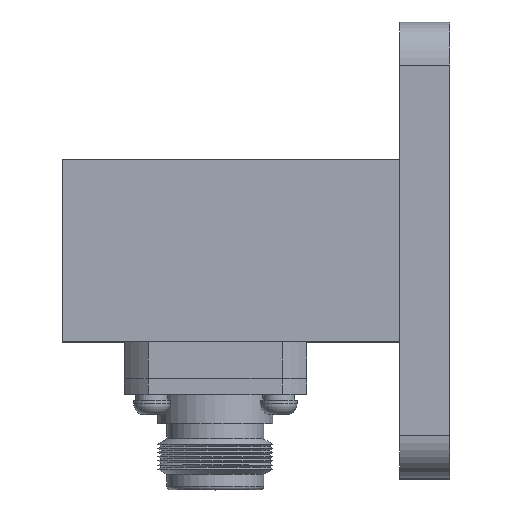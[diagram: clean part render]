
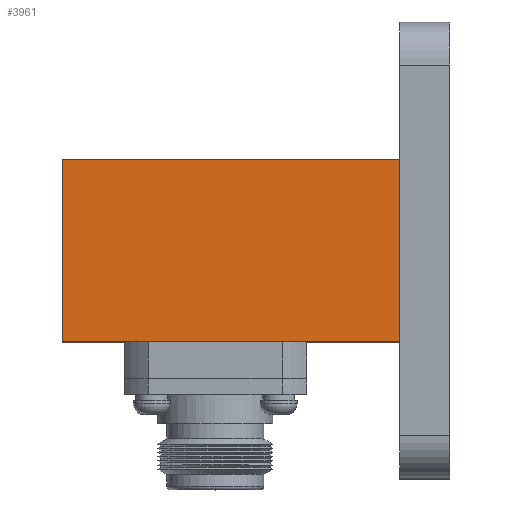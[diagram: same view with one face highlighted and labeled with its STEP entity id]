
A CAD part, top view. The second image highlights one B-rep face of the part: STEP entity #3961.
In plain terms, the highlighted planar face has unit normal (0, 0, 1).
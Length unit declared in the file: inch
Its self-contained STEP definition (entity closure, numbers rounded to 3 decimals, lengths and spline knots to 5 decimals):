
#250 = DIRECTION ( 'NONE',  ( 1., 0., 0. ) ) ;
#566 = FACE_OUTER_BOUND ( 'NONE', #2001, .T. ) ;
#576 = DIRECTION ( 'NONE',  ( 0., 0., -1. ) ) ;
#700 = DIRECTION ( 'NONE',  ( 0., 1., 0. ) ) ;
#915 = EDGE_CURVE ( 'NONE', #2481, #1263, #3160, .T. ) ;
#1263 = VERTEX_POINT ( 'NONE', #2444 ) ;
#1419 = CARTESIAN_POINT ( 'NONE',  ( -0.2755, -0.50008, 1.00017 ) ) ;
#1562 = DIRECTION ( 'NONE',  ( 0., 1., 0. ) ) ;
#1757 = CARTESIAN_POINT ( 'NONE',  ( -2.1258, -0.50008, 1.00017 ) ) ;
#1912 = CARTESIAN_POINT ( 'NONE',  ( -0.2755, 0.50008, 1.00017 ) ) ;
#2001 = EDGE_LOOP ( 'NONE', ( #3190, #2870, #2764, #2411 ) ) ;
#2060 = EDGE_CURVE ( 'NONE', #3834, #3245, #4353, .T. ) ;
#2241 = VECTOR ( 'NONE', #3306, 39.37008 ) ;
#2348 = LINE ( 'NONE', #3752, #2241 ) ;
#2391 = EDGE_CURVE ( 'NONE', #1263, #3245, #2348, .T. ) ;
#2411 = ORIENTED_EDGE ( 'NONE', *, *, #4033, .T. ) ;
#2444 = CARTESIAN_POINT ( 'NONE',  ( -2.1258, 0.50008, 1.00017 ) ) ;
#2481 = VERTEX_POINT ( 'NONE', #3028 ) ;
#2487 = CARTESIAN_POINT ( 'NONE',  ( -2.1258, -0.50008, 1.00017 ) ) ;
#2727 = VECTOR ( 'NONE', #250, 39.37008 ) ;
#2764 = ORIENTED_EDGE ( 'NONE', *, *, #915, .F. ) ;
#2802 = PLANE ( 'NONE',  #3789 ) ;
#2870 = ORIENTED_EDGE ( 'NONE', *, *, #2391, .F. ) ;
#3028 = CARTESIAN_POINT ( 'NONE',  ( -2.1258, -0.50008, 1.00017 ) ) ;
#3144 = DIRECTION ( 'NONE',  ( 0., 1., 0. ) ) ;
#3160 = LINE ( 'NONE', #1757, #3226 ) ;
#3190 = ORIENTED_EDGE ( 'NONE', *, *, #2060, .T. ) ;
#3226 = VECTOR ( 'NONE', #1562, 39.37008 ) ;
#3245 = VERTEX_POINT ( 'NONE', #1912 ) ;
#3306 = DIRECTION ( 'NONE',  ( 1., 0., 0. ) ) ;
#3752 = CARTESIAN_POINT ( 'NONE',  ( -2.1258, 0.50008, 1.00017 ) ) ;
#3789 = AXIS2_PLACEMENT_3D ( 'NONE', #4167, #576, #3144 ) ;
#3834 = VERTEX_POINT ( 'NONE', #4449 ) ;
#3961 = ADVANCED_FACE ( 'NONE', ( #566 ), #2802, .F. ) ;
#4033 = EDGE_CURVE ( 'NONE', #2481, #3834, #4438, .T. ) ;
#4167 = CARTESIAN_POINT ( 'NONE',  ( -2.1258, -0.50008, 1.00017 ) ) ;
#4296 = VECTOR ( 'NONE', #700, 39.37008 ) ;
#4353 = LINE ( 'NONE', #1419, #4296 ) ;
#4438 = LINE ( 'NONE', #2487, #2727 ) ;
#4449 = CARTESIAN_POINT ( 'NONE',  ( -0.2755, -0.50008, 1.00017 ) ) ;
